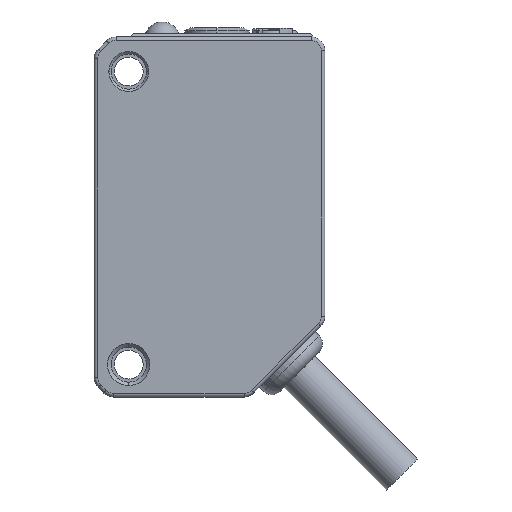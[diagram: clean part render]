
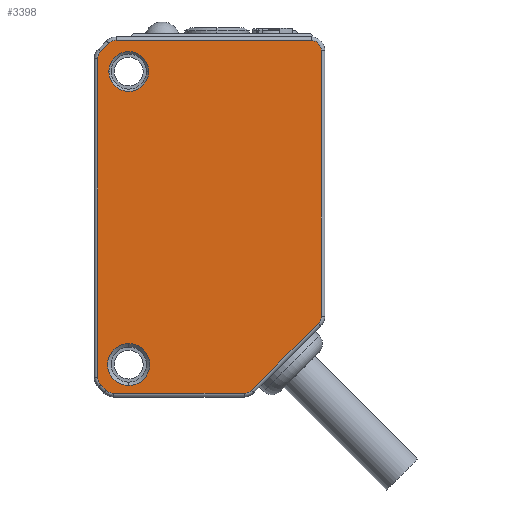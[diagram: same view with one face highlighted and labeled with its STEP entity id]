
A CAD part, top view. The second image highlights one B-rep face of the part: STEP entity #3398.
In plain terms, the highlighted planar face has unit normal (0, 0, 1).
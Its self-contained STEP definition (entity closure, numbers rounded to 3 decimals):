
#1=DIRECTION('',(-0.707,-0.707,0.));
#2=VECTOR('',#1,0.986);
#3=CARTESIAN_POINT('',(21.261,81.976,11.1));
#4=LINE('',#3,#2);
#5=CARTESIAN_POINT('',(21.897,81.34,11.1));
#6=DIRECTION('',(0.,0.,1.));
#7=DIRECTION('',(0.,1.,0.));
#8=AXIS2_PLACEMENT_3D('',#5,#6,#7);
#10=CARTESIAN_POINT('',(38.8,81.34,11.1));
#11=DIRECTION('',(0.,0.,1.));
#12=DIRECTION('',(1.,0.,0.));
#13=AXIS2_PLACEMENT_3D('',#10,#11,#12);
#15=CARTESIAN_POINT('',(38.8,58.337,11.1));
#16=DIRECTION('',(0.,0.,1.));
#17=DIRECTION('',(0.707,-0.707,0.));
#18=AXIS2_PLACEMENT_3D('',#15,#16,#17);
#20=DIRECTION('',(0.707,0.707,0.));
#21=VECTOR('',#20,8.198);
#22=CARTESIAN_POINT('',(33.639,51.903,11.1));
#23=LINE('',#22,#21);
#24=CARTESIAN_POINT('',(33.003,52.54,11.1));
#25=DIRECTION('',(0.,0.,1.));
#26=DIRECTION('',(0.,-1.,0.));
#27=AXIS2_PLACEMENT_3D('',#24,#25,#26);
#29=CARTESIAN_POINT('',(21.697,52.54,11.1));
#30=DIRECTION('',(0.,0.,1.));
#31=DIRECTION('',(-0.707,-0.707,0.));
#32=AXIS2_PLACEMENT_3D('',#29,#30,#31);
#34=DIRECTION('',(0.707,-0.707,0.));
#35=VECTOR('',#34,0.703);
#36=CARTESIAN_POINT('',(20.564,52.4,11.1));
#37=LINE('',#36,#35);
#38=CARTESIAN_POINT('',(21.2,53.037,11.1));
#39=DIRECTION('',(0.,0.,1.));
#40=DIRECTION('',(-1.,0.,0.));
#41=AXIS2_PLACEMENT_3D('',#38,#39,#40);
#43=CARTESIAN_POINT('',(21.2,80.643,11.1));
#44=DIRECTION('',(0.,0.,1.));
#45=DIRECTION('',(-0.707,0.707,0.));
#46=AXIS2_PLACEMENT_3D('',#43,#44,#45);
#48=CARTESIAN_POINT('',(23.,79.54,11.1));
#49=DIRECTION('',(0.,0.,-1.));
#50=DIRECTION('',(1.,0.,0.));
#51=AXIS2_PLACEMENT_3D('',#48,#49,#50);
#53=CARTESIAN_POINT('',(23.,79.54,11.1));
#54=DIRECTION('',(0.,0.,-1.));
#55=DIRECTION('',(-1.,0.,0.));
#56=AXIS2_PLACEMENT_3D('',#53,#54,#55);
#58=CARTESIAN_POINT('',(23.,54.14,11.1));
#59=DIRECTION('',(0.,0.,-1.));
#60=DIRECTION('',(0.,-1.,0.));
#61=AXIS2_PLACEMENT_3D('',#58,#59,#60);
#63=CARTESIAN_POINT('',(23.,54.14,11.1));
#64=DIRECTION('',(0.,0.,-1.));
#65=DIRECTION('',(0.,1.,0.));
#66=AXIS2_PLACEMENT_3D('',#63,#64,#65);
#99=DIRECTION('',(0.,1.,0.));
#100=VECTOR('',#99,27.606);
#101=CARTESIAN_POINT('',(20.3,53.037,11.1));
#102=LINE('',#101,#100);
#188=DIRECTION('',(-1.,0.,0.));
#189=VECTOR('',#188,11.306);
#190=CARTESIAN_POINT('',(33.003,51.64,11.1));
#191=LINE('',#190,#189);
#230=DIRECTION('',(0.,-1.,0.));
#231=VECTOR('',#230,23.003);
#232=CARTESIAN_POINT('',(39.7,81.34,11.1));
#233=LINE('',#232,#231);
#257=DIRECTION('',(1.,0.,0.));
#258=VECTOR('',#257,16.903);
#259=CARTESIAN_POINT('',(21.897,82.24,11.1));
#260=LINE('',#259,#258);
#2629=CARTESIAN_POINT('',(24.725,79.54,11.1));
#2630=VERTEX_POINT('',#2629);
#2704=CARTESIAN_POINT('',(23.,52.315,11.1));
#2705=CARTESIAN_POINT('',(23.,55.965,11.1));
#2706=VERTEX_POINT('',#2704);
#2707=VERTEX_POINT('',#2705);
#2716=CARTESIAN_POINT('',(21.261,81.976,11.1));
#2717=CARTESIAN_POINT('',(20.564,81.279,11.1));
#2718=VERTEX_POINT('',#2716);
#2719=VERTEX_POINT('',#2717);
#2734=CARTESIAN_POINT('',(39.7,81.34,11.1));
#2735=CARTESIAN_POINT('',(38.8,82.24,11.1));
#2736=VERTEX_POINT('',#2734);
#2737=VERTEX_POINT('',#2735);
#2762=CARTESIAN_POINT('',(20.3,53.037,11.1));
#2764=VERTEX_POINT('',#2762);
#2872=CARTESIAN_POINT('',(21.897,82.24,11.1));
#2873=VERTEX_POINT('',#2872);
#2878=CARTESIAN_POINT('',(21.275,79.54,11.1));
#2879=VERTEX_POINT('',#2878);
#2964=CARTESIAN_POINT('',(21.061,51.903,11.1));
#2965=CARTESIAN_POINT('',(21.697,51.64,11.1));
#2966=VERTEX_POINT('',#2964);
#2967=VERTEX_POINT('',#2965);
#3123=CARTESIAN_POINT('',(33.639,51.903,11.1));
#3125=VERTEX_POINT('',#3123);
#3158=CARTESIAN_POINT('',(33.003,51.64,11.1));
#3159=VERTEX_POINT('',#3158);
#3184=CARTESIAN_POINT('',(20.564,52.4,11.1));
#3185=VERTEX_POINT('',#3184);
#3192=CARTESIAN_POINT('',(39.436,57.7,11.1));
#3194=VERTEX_POINT('',#3192);
#3249=CARTESIAN_POINT('',(20.3,80.643,11.1));
#3250=VERTEX_POINT('',#3249);
#3295=CARTESIAN_POINT('',(39.7,58.337,11.1));
#3296=VERTEX_POINT('',#3295);
#3351=CARTESIAN_POINT('',(19.815,51.14,11.1));
#3352=DIRECTION('',(0.,0.,1.));
#3353=DIRECTION('',(1.,0.,0.));
#3354=AXIS2_PLACEMENT_3D('',#3351,#3352,#3353);
#3355=PLANE('',#3354);
#3357=ORIENTED_EDGE('',*,*,#3356,.F.);
#3359=ORIENTED_EDGE('',*,*,#3358,.F.);
#3361=ORIENTED_EDGE('',*,*,#3360,.T.);
#3363=ORIENTED_EDGE('',*,*,#3362,.F.);
#3365=ORIENTED_EDGE('',*,*,#3364,.T.);
#3367=ORIENTED_EDGE('',*,*,#3366,.F.);
#3369=ORIENTED_EDGE('',*,*,#3368,.F.);
#3371=ORIENTED_EDGE('',*,*,#3370,.F.);
#3373=ORIENTED_EDGE('',*,*,#3372,.T.);
#3375=ORIENTED_EDGE('',*,*,#3374,.F.);
#3377=ORIENTED_EDGE('',*,*,#3376,.F.);
#3379=ORIENTED_EDGE('',*,*,#3378,.F.);
#3381=ORIENTED_EDGE('',*,*,#3380,.T.);
#3383=ORIENTED_EDGE('',*,*,#3382,.F.);
#3384=EDGE_LOOP('',(#3357,#3359,#3361,#3363,#3365,#3367,#3369,#3371,#3373,#3375,
#3377,#3379,#3381,#3383));
#3385=FACE_OUTER_BOUND('',#3384,.F.);
#3387=ORIENTED_EDGE('',*,*,#3386,.F.);
#3389=ORIENTED_EDGE('',*,*,#3388,.F.);
#3390=EDGE_LOOP('',(#3387,#3389));
#3391=FACE_BOUND('',#3390,.F.);
#3393=ORIENTED_EDGE('',*,*,#3392,.F.);
#3395=ORIENTED_EDGE('',*,*,#3394,.F.);
#3396=EDGE_LOOP('',(#3393,#3395));
#3397=FACE_BOUND('',#3396,.F.);
#9=CIRCLE('',#8,0.9);
#14=CIRCLE('',#13,0.9);
#19=CIRCLE('',#18,0.9);
#28=CIRCLE('',#27,0.9);
#33=CIRCLE('',#32,0.9);
#42=CIRCLE('',#41,0.9);
#47=CIRCLE('',#46,0.9);
#52=CIRCLE('',#51,1.725);
#57=CIRCLE('',#56,1.725);
#62=CIRCLE('',#61,1.825);
#67=CIRCLE('',#66,1.825);
#3356=EDGE_CURVE('',#2718,#2719,#4,.T.);
#3358=EDGE_CURVE('',#2873,#2718,#9,.T.);
#3360=EDGE_CURVE('',#2873,#2737,#260,.T.);
#3362=EDGE_CURVE('',#2736,#2737,#14,.T.);
#3364=EDGE_CURVE('',#2736,#3296,#233,.T.);
#3366=EDGE_CURVE('',#3194,#3296,#19,.T.);
#3368=EDGE_CURVE('',#3125,#3194,#23,.T.);
#3370=EDGE_CURVE('',#3159,#3125,#28,.T.);
#3372=EDGE_CURVE('',#3159,#2967,#191,.T.);
#3374=EDGE_CURVE('',#2966,#2967,#33,.T.);
#3376=EDGE_CURVE('',#3185,#2966,#37,.T.);
#3378=EDGE_CURVE('',#2764,#3185,#42,.T.);
#3380=EDGE_CURVE('',#2764,#3250,#102,.T.);
#3382=EDGE_CURVE('',#2719,#3250,#47,.T.);
#3386=EDGE_CURVE('',#2630,#2879,#52,.T.);
#3388=EDGE_CURVE('',#2879,#2630,#57,.T.);
#3392=EDGE_CURVE('',#2706,#2707,#62,.T.);
#3394=EDGE_CURVE('',#2707,#2706,#67,.T.);
#3398=ADVANCED_FACE('',(#3385,#3391,#3397),#3355,.T.);
